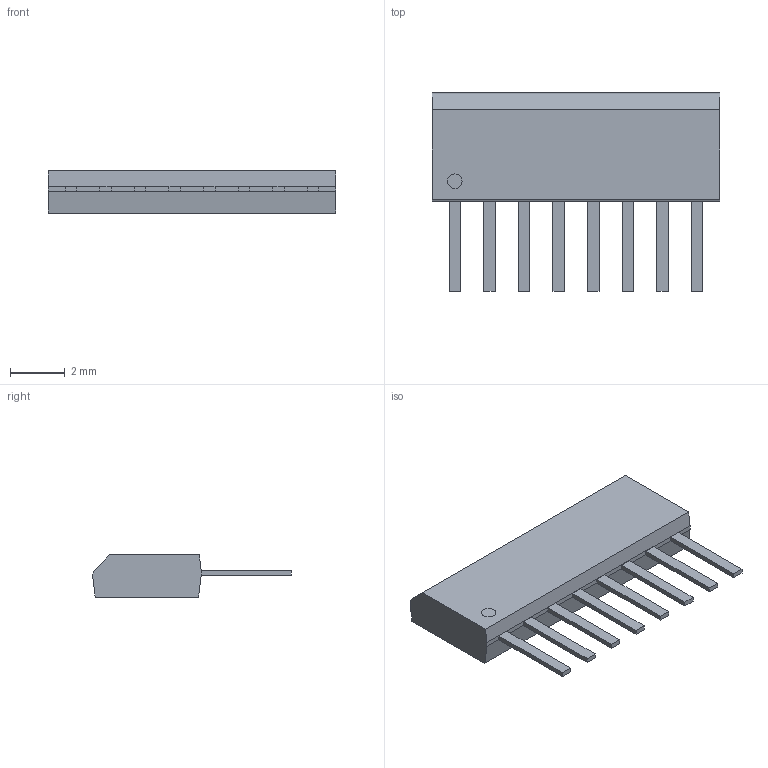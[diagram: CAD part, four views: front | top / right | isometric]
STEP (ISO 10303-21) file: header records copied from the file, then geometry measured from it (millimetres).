
FILE_DESCRIPTION (( 'STEP AP214' ), '1' );
FILE_NAME ('HMC1001.STEP', '2022-01-17T17:25:30', ( '' ), ( '' ), 'SwSTEP 2.0', 'SolidWorks 2017', '' );
FILE_SCHEMA (( 'AUTOMOTIVE_DESIGN' ));
Length unit declared in the file: millimetre
Products named in the file (1): HMC1001
Bounding box: 10.54 x 7.3 x 1.55 mm (x, y, z)
Volume: 63.9 mm3; surface area: 155.2 mm2
Topology: 10 solids, 10 shells, 65 faces, 132 edges, 88 vertices
Faces by surface type: plane 61, cylinder 4
Entity records: 1789 total; most frequent: CARTESIAN_POINT 286, DIRECTION 272, ORIENTED_EDGE 264, EDGE_CURVE 132, VECTOR 124, LINE 124, VERTEX_POINT 88, AXIS2_PLACEMENT_3D 74
